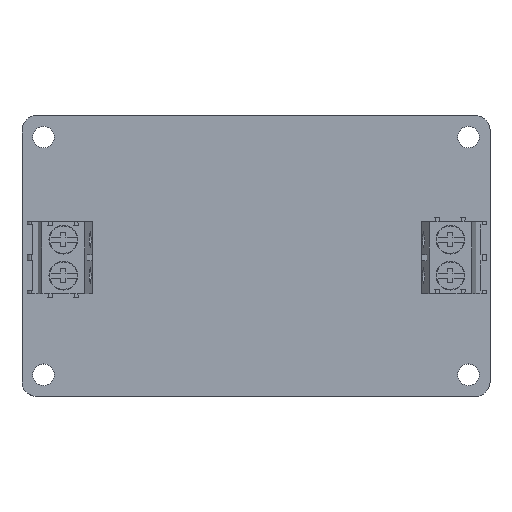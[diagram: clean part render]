
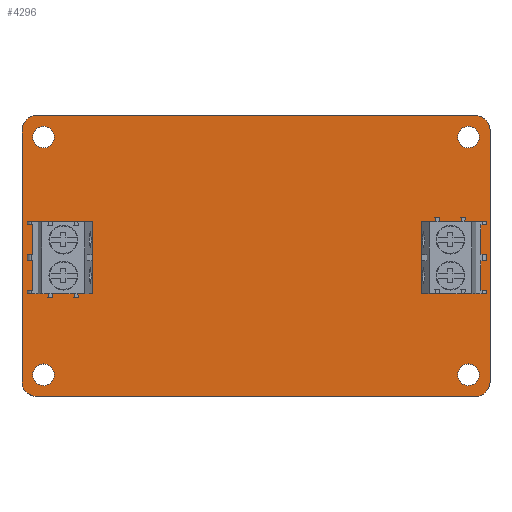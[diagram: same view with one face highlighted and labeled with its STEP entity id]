
A CAD part, top view. The second image highlights one B-rep face of the part: STEP entity #4296.
In plain terms, the highlighted planar face has unit normal (0, 0, 1).
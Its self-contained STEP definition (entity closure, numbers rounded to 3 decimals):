
#4035 = VERTEX_POINT('',#4036);
#4036 = CARTESIAN_POINT('',(63.,0.,1.6));
#4042 = EDGE_CURVE('',#4035,#4043,#4045,.T.);
#4043 = VERTEX_POINT('',#4044);
#4044 = CARTESIAN_POINT('',(64.997,-1.857,1.6));
#4045 = CIRCLE('',#4046,1.998);
#4046 = AXIS2_PLACEMENT_3D('',#4047,#4048,#4049);
#4047 = CARTESIAN_POINT('',(63.005,-1.998,1.6));
#4048 = DIRECTION('',(0.,0.,-1.));
#4049 = DIRECTION('',(-0.002,1.,0.));
#4077 = VERTEX_POINT('',#4078);
#4078 = CARTESIAN_POINT('',(2.,0.,1.6));
#4084 = EDGE_CURVE('',#4077,#4035,#4085,.T.);
#4085 = LINE('',#4086,#4087);
#4086 = CARTESIAN_POINT('',(2.,0.,1.6));
#4087 = VECTOR('',#4088,1.);
#4088 = DIRECTION('',(1.,0.,0.));
#4106 = EDGE_CURVE('',#4043,#4107,#4109,.T.);
#4107 = VERTEX_POINT('',#4108);
#4108 = CARTESIAN_POINT('',(65.,-2.,1.6));
#4109 = LINE('',#4110,#4111);
#4110 = CARTESIAN_POINT('',(64.997,-1.857,1.6));
#4111 = VECTOR('',#4112,1.);
#4112 = DIRECTION('',(0.018,-1.,0.));
#4296 = ADVANCED_FACE('',(#4297,#4367,#4378,#4389,#4400,#4411,#4422,
    #4433,#4444),#4455,.T.);
#4297 = FACE_BOUND('',#4298,.T.);
#4298 = EDGE_LOOP('',(#4299,#4300,#4301,#4309,#4318,#4326,#4335,#4343,
    #4351,#4360,#4366));
#4299 = ORIENTED_EDGE('',*,*,#4042,.F.);
#4300 = ORIENTED_EDGE('',*,*,#4084,.F.);
#4301 = ORIENTED_EDGE('',*,*,#4302,.F.);
#4302 = EDGE_CURVE('',#4303,#4077,#4305,.T.);
#4303 = VERTEX_POINT('',#4304);
#4304 = CARTESIAN_POINT('',(1.857,-0.003,1.6));
#4305 = LINE('',#4306,#4307);
#4306 = CARTESIAN_POINT('',(1.857,-0.003,1.6));
#4307 = VECTOR('',#4308,1.);
#4308 = DIRECTION('',(1.,0.018,0.));
#4309 = ORIENTED_EDGE('',*,*,#4310,.F.);
#4310 = EDGE_CURVE('',#4311,#4303,#4313,.T.);
#4311 = VERTEX_POINT('',#4312);
#4312 = CARTESIAN_POINT('',(0.,-2.,1.6));
#4313 = CIRCLE('',#4314,1.998);
#4314 = AXIS2_PLACEMENT_3D('',#4315,#4316,#4317);
#4315 = CARTESIAN_POINT('',(1.998,-1.995,1.6));
#4316 = DIRECTION('',(0.,0.,-1.));
#4317 = DIRECTION('',(-1.,-0.002,-0.));
#4318 = ORIENTED_EDGE('',*,*,#4319,.F.);
#4319 = EDGE_CURVE('',#4320,#4311,#4322,.T.);
#4320 = VERTEX_POINT('',#4321);
#4321 = CARTESIAN_POINT('',(0.,-37.,1.6));
#4322 = LINE('',#4323,#4324);
#4323 = CARTESIAN_POINT('',(0.,-37.,1.6));
#4324 = VECTOR('',#4325,1.);
#4325 = DIRECTION('',(0.,1.,0.));
#4326 = ORIENTED_EDGE('',*,*,#4327,.F.);
#4327 = EDGE_CURVE('',#4328,#4320,#4330,.T.);
#4328 = VERTEX_POINT('',#4329);
#4329 = CARTESIAN_POINT('',(2.,-39.,1.6));
#4330 = CIRCLE('',#4331,2.);
#4331 = AXIS2_PLACEMENT_3D('',#4332,#4333,#4334);
#4332 = CARTESIAN_POINT('',(2.,-37.,1.6));
#4333 = DIRECTION('',(0.,0.,-1.));
#4334 = DIRECTION('',(0.,-1.,0.));
#4335 = ORIENTED_EDGE('',*,*,#4336,.F.);
#4336 = EDGE_CURVE('',#4337,#4328,#4339,.T.);
#4337 = VERTEX_POINT('',#4338);
#4338 = CARTESIAN_POINT('',(63.,-39.,1.6));
#4339 = LINE('',#4340,#4341);
#4340 = CARTESIAN_POINT('',(63.,-39.,1.6));
#4341 = VECTOR('',#4342,1.);
#4342 = DIRECTION('',(-1.,0.,0.));
#4343 = ORIENTED_EDGE('',*,*,#4344,.F.);
#4344 = EDGE_CURVE('',#4345,#4337,#4347,.T.);
#4345 = VERTEX_POINT('',#4346);
#4346 = CARTESIAN_POINT('',(63.143,-38.997,1.6));
#4347 = LINE('',#4348,#4349);
#4348 = CARTESIAN_POINT('',(63.143,-38.997,1.6));
#4349 = VECTOR('',#4350,1.);
#4350 = DIRECTION('',(-1.,-0.018,0.));
#4351 = ORIENTED_EDGE('',*,*,#4352,.F.);
#4352 = EDGE_CURVE('',#4353,#4345,#4355,.T.);
#4353 = VERTEX_POINT('',#4354);
#4354 = CARTESIAN_POINT('',(65.,-37.,1.6));
#4355 = CIRCLE('',#4356,1.998);
#4356 = AXIS2_PLACEMENT_3D('',#4357,#4358,#4359);
#4357 = CARTESIAN_POINT('',(63.002,-37.005,1.6));
#4358 = DIRECTION('',(0.,0.,-1.));
#4359 = DIRECTION('',(1.,0.002,0.));
#4360 = ORIENTED_EDGE('',*,*,#4361,.F.);
#4361 = EDGE_CURVE('',#4107,#4353,#4362,.T.);
#4362 = LINE('',#4363,#4364);
#4363 = CARTESIAN_POINT('',(65.,-2.,1.6));
#4364 = VECTOR('',#4365,1.);
#4365 = DIRECTION('',(0.,-1.,0.));
#4366 = ORIENTED_EDGE('',*,*,#4106,.F.);
#4367 = FACE_BOUND('',#4368,.T.);
#4368 = EDGE_LOOP('',(#4369));
#4369 = ORIENTED_EDGE('',*,*,#4370,.F.);
#4370 = EDGE_CURVE('',#4371,#4371,#4373,.T.);
#4371 = VERTEX_POINT('',#4372);
#4372 = CARTESIAN_POINT('',(4.5,-36.,1.6));
#4373 = CIRCLE('',#4374,1.5);
#4374 = AXIS2_PLACEMENT_3D('',#4375,#4376,#4377);
#4375 = CARTESIAN_POINT('',(3.,-36.,1.6));
#4376 = DIRECTION('',(0.,0.,1.));
#4377 = DIRECTION('',(1.,0.,-0.));
#4378 = FACE_BOUND('',#4379,.T.);
#4379 = EDGE_LOOP('',(#4380));
#4380 = ORIENTED_EDGE('',*,*,#4381,.T.);
#4381 = EDGE_CURVE('',#4382,#4382,#4384,.T.);
#4382 = VERTEX_POINT('',#4383);
#4383 = CARTESIAN_POINT('',(5.75,-22.9,1.6));
#4384 = CIRCLE('',#4385,0.65);
#4385 = AXIS2_PLACEMENT_3D('',#4386,#4387,#4388);
#4386 = CARTESIAN_POINT('',(5.75,-22.25,1.6));
#4387 = DIRECTION('',(-0.,0.,-1.));
#4388 = DIRECTION('',(-0.,-1.,0.));
#4389 = FACE_BOUND('',#4390,.T.);
#4390 = EDGE_LOOP('',(#4391));
#4391 = ORIENTED_EDGE('',*,*,#4392,.F.);
#4392 = EDGE_CURVE('',#4393,#4393,#4395,.T.);
#4393 = VERTEX_POINT('',#4394);
#4394 = CARTESIAN_POINT('',(63.5,-36.,1.6));
#4395 = CIRCLE('',#4396,1.5);
#4396 = AXIS2_PLACEMENT_3D('',#4397,#4398,#4399);
#4397 = CARTESIAN_POINT('',(62.,-36.,1.6));
#4398 = DIRECTION('',(0.,0.,1.));
#4399 = DIRECTION('',(1.,0.,-0.));
#4400 = FACE_BOUND('',#4401,.T.);
#4401 = EDGE_LOOP('',(#4402));
#4402 = ORIENTED_EDGE('',*,*,#4403,.T.);
#4403 = EDGE_CURVE('',#4404,#4404,#4406,.T.);
#4404 = VERTEX_POINT('',#4405);
#4405 = CARTESIAN_POINT('',(59.5,-22.9,1.6));
#4406 = CIRCLE('',#4407,0.65);
#4407 = AXIS2_PLACEMENT_3D('',#4408,#4409,#4410);
#4408 = CARTESIAN_POINT('',(59.5,-22.25,1.6));
#4409 = DIRECTION('',(-0.,0.,-1.));
#4410 = DIRECTION('',(-0.,-1.,0.));
#4411 = FACE_BOUND('',#4412,.T.);
#4412 = EDGE_LOOP('',(#4413));
#4413 = ORIENTED_EDGE('',*,*,#4414,.T.);
#4414 = EDGE_CURVE('',#4415,#4415,#4417,.T.);
#4415 = VERTEX_POINT('',#4416);
#4416 = CARTESIAN_POINT('',(5.75,-17.9,1.6));
#4417 = CIRCLE('',#4418,0.65);
#4418 = AXIS2_PLACEMENT_3D('',#4419,#4420,#4421);
#4419 = CARTESIAN_POINT('',(5.75,-17.25,1.6));
#4420 = DIRECTION('',(-0.,0.,-1.));
#4421 = DIRECTION('',(-0.,-1.,0.));
#4422 = FACE_BOUND('',#4423,.T.);
#4423 = EDGE_LOOP('',(#4424));
#4424 = ORIENTED_EDGE('',*,*,#4425,.F.);
#4425 = EDGE_CURVE('',#4426,#4426,#4428,.T.);
#4426 = VERTEX_POINT('',#4427);
#4427 = CARTESIAN_POINT('',(4.5,-3.,1.6));
#4428 = CIRCLE('',#4429,1.5);
#4429 = AXIS2_PLACEMENT_3D('',#4430,#4431,#4432);
#4430 = CARTESIAN_POINT('',(3.,-3.,1.6));
#4431 = DIRECTION('',(0.,0.,1.));
#4432 = DIRECTION('',(1.,0.,-0.));
#4433 = FACE_BOUND('',#4434,.T.);
#4434 = EDGE_LOOP('',(#4435));
#4435 = ORIENTED_EDGE('',*,*,#4436,.T.);
#4436 = EDGE_CURVE('',#4437,#4437,#4439,.T.);
#4437 = VERTEX_POINT('',#4438);
#4438 = CARTESIAN_POINT('',(59.5,-17.9,1.6));
#4439 = CIRCLE('',#4440,0.65);
#4440 = AXIS2_PLACEMENT_3D('',#4441,#4442,#4443);
#4441 = CARTESIAN_POINT('',(59.5,-17.25,1.6));
#4442 = DIRECTION('',(-0.,0.,-1.));
#4443 = DIRECTION('',(-0.,-1.,0.));
#4444 = FACE_BOUND('',#4445,.T.);
#4445 = EDGE_LOOP('',(#4446));
#4446 = ORIENTED_EDGE('',*,*,#4447,.F.);
#4447 = EDGE_CURVE('',#4448,#4448,#4450,.T.);
#4448 = VERTEX_POINT('',#4449);
#4449 = CARTESIAN_POINT('',(63.5,-3.,1.6));
#4450 = CIRCLE('',#4451,1.5);
#4451 = AXIS2_PLACEMENT_3D('',#4452,#4453,#4454);
#4452 = CARTESIAN_POINT('',(62.,-3.,1.6));
#4453 = DIRECTION('',(0.,0.,1.));
#4454 = DIRECTION('',(1.,0.,-0.));
#4455 = PLANE('',#4456);
#4456 = AXIS2_PLACEMENT_3D('',#4457,#4458,#4459);
#4457 = CARTESIAN_POINT('',(0.,0.,1.6));
#4458 = DIRECTION('',(0.,0.,1.));
#4459 = DIRECTION('',(1.,0.,-0.));
